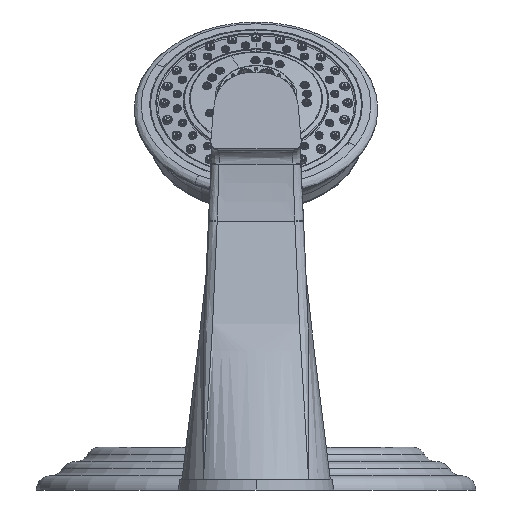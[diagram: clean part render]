
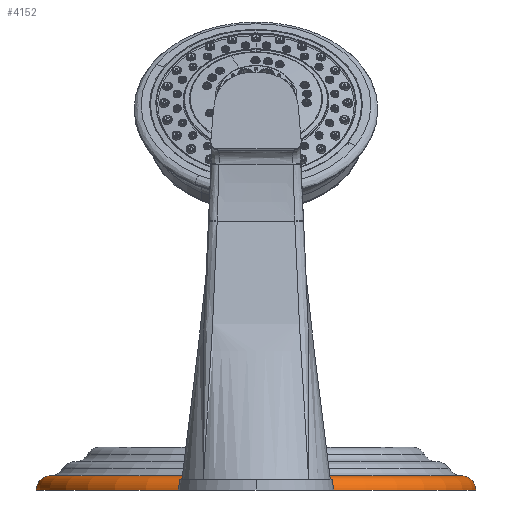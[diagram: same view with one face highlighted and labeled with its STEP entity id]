
A CAD part, front view. The second image highlights one B-rep face of the part: STEP entity #4152.
In plain terms, the highlighted toroidal (fillet/blend) face has major radius 92.075 mm and minor radius 6.35 mm.
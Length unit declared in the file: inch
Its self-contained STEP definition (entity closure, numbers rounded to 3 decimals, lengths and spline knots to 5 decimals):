
#476=CARTESIAN_POINT('',(0.,0.,0.25));
#477=DIRECTION('',(0.,0.,-1.));
#478=DIRECTION('',(1.,0.,0.));
#479=AXIS2_PLACEMENT_3D('',#476,#477,#478);
#501=CARTESIAN_POINT('',(3.625,0.,0.));
#502=DIRECTION('',(0.,-1.,0.));
#503=DIRECTION('',(1.,0.,0.));
#504=AXIS2_PLACEMENT_3D('',#501,#502,#503);
#506=CARTESIAN_POINT('',(-3.625,0.,0.));
#507=DIRECTION('',(0.,1.,0.));
#508=DIRECTION('',(-1.,0.,0.));
#509=AXIS2_PLACEMENT_3D('',#506,#507,#508);
#511=CARTESIAN_POINT('',(0.,0.,0.));
#512=DIRECTION('',(0.,0.,-1.));
#513=DIRECTION('',(1.,0.,0.));
#514=AXIS2_PLACEMENT_3D('',#511,#512,#513);
#3044=CARTESIAN_POINT('',(3.625,0.,0.25));
#3046=VERTEX_POINT('',#3044);
#3054=CARTESIAN_POINT('',(-3.625,0.,0.25));
#3056=VERTEX_POINT('',#3054);
#3516=CARTESIAN_POINT('',(3.875,0.,0.));
#3517=CARTESIAN_POINT('',(-3.875,0.,0.));
#3518=VERTEX_POINT('',#3516);
#3519=VERTEX_POINT('',#3517);
#4141=CARTESIAN_POINT('',(0.,0.,0.));
#4142=DIRECTION('',(0.,0.,-1.));
#4143=DIRECTION('',(-1.,0.,0.));
#4144=AXIS2_PLACEMENT_3D('',#4141,#4142,#4143);
#4145=TOROIDAL_SURFACE('',#4144,3.625,0.25);
#4146=ORIENTED_EDGE('',*,*,#4135,.T.);
#4147=ORIENTED_EDGE('',*,*,#4125,.T.);
#4148=ORIENTED_EDGE('',*,*,#4094,.F.);
#4149=ORIENTED_EDGE('',*,*,#4122,.F.);
#4150=EDGE_LOOP('',(#4146,#4147,#4148,#4149));
#4151=FACE_OUTER_BOUND('',#4150,.F.);
#4152=ADVANCED_FACE('',(#4151),#4145,.T.);
#480=CIRCLE('',#479,3.625);
#505=CIRCLE('',#504,0.25);
#510=CIRCLE('',#509,0.25);
#515=CIRCLE('',#514,3.875);
#4094=EDGE_CURVE('',#3046,#3056,#480,.T.);
#4122=EDGE_CURVE('',#3518,#3046,#505,.T.);
#4125=EDGE_CURVE('',#3519,#3056,#510,.T.);
#4135=EDGE_CURVE('',#3518,#3519,#515,.T.);
